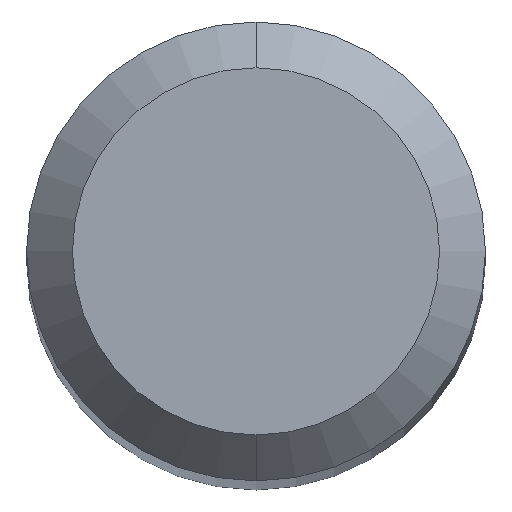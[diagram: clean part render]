
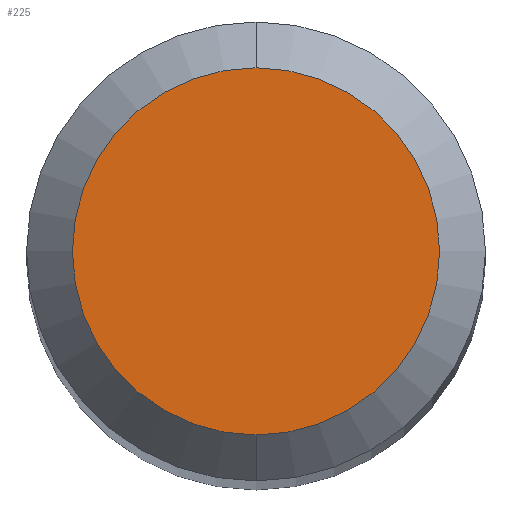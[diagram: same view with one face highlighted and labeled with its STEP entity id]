
A CAD part, top view. The second image highlights one B-rep face of the part: STEP entity #225.
In plain terms, the highlighted planar face has unit normal (0, 0, 1).
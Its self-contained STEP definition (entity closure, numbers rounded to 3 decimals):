
#185=VERTEX_POINT('',#494);
#207=VERTEX_POINT('',#520);
#225=ADVANCED_FACE('',(#539),#540,.T.);
#353=EDGE_CURVE('',#185,#207,#680,.T.);
#459=EDGE_CURVE('',#207,#185,#795,.T.);
#494=CARTESIAN_POINT('',(0.0,1.2,0.0));
#520=CARTESIAN_POINT('',(0.,-1.2,0.0));
#539=FACE_OUTER_BOUND('',#950,.T.);
#540=PLANE('',#951);
#680=CIRCLE('',#1180,1.2);
#795=CIRCLE('',#1438,1.2);
#950=EDGE_LOOP('',(#1525,#1526));
#951=AXIS2_PLACEMENT_3D('',#1527,#1528,#1529);
#1180=AXIS2_PLACEMENT_3D('',#1691,#1692,#1693);
#1438=AXIS2_PLACEMENT_3D('',#1793,#1794,#1795);
#1525=ORIENTED_EDGE('',*,*,#353,.F.);
#1526=ORIENTED_EDGE('',*,*,#459,.F.);
#1527=CARTESIAN_POINT('',(0.0,0.6,0.0));
#1528=DIRECTION('',(-0.0,0.0,1.0));
#1529=DIRECTION('',(0.0,-1.0,0.0));
#1691=CARTESIAN_POINT('',(0.0,0.0,0.0));
#1692=DIRECTION('',(0.0,0.0,-1.0));
#1693=DIRECTION('',(0.0,1.0,0.0));
#1793=CARTESIAN_POINT('',(0.0,0.0,0.0));
#1794=DIRECTION('',(0.0,0.0,-1.0));
#1795=DIRECTION('',(0.0,1.0,0.0));
